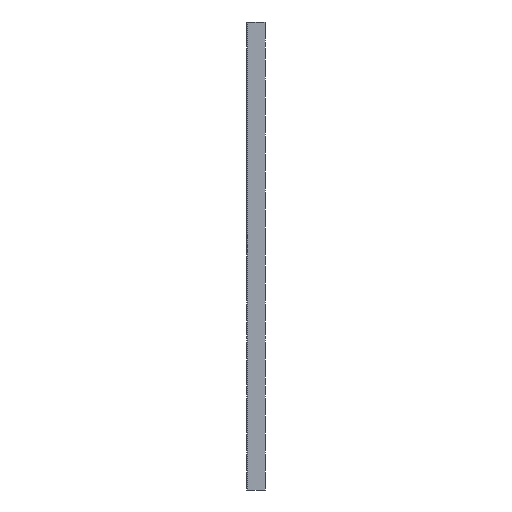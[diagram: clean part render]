
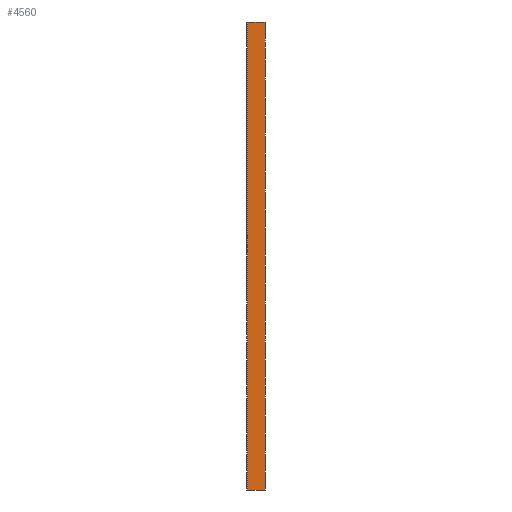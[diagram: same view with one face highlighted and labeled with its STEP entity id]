
A CAD part, left-side view. The second image highlights one B-rep face of the part: STEP entity #4560.
In plain terms, the highlighted planar face has unit normal (-1, 0, 0).
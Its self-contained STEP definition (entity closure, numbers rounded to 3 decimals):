
#415=FACE_OUTER_BOUND('',#633,.T.);
#633=EDGE_LOOP('',(#2932,#2933,#2934,#2935,#2936,#2937,#2938,#2939));
#950=LINE('',#6508,#1398);
#956=LINE('',#6520,#1404);
#957=LINE('',#6522,#1405);
#958=LINE('',#6524,#1406);
#959=LINE('',#6526,#1407);
#960=LINE('',#6528,#1408);
#961=LINE('',#6530,#1409);
#962=LINE('',#6531,#1410);
#1398=VECTOR('',#5222,10.);
#1404=VECTOR('',#5230,10.);
#1405=VECTOR('',#5231,10.);
#1406=VECTOR('',#5232,10.);
#1407=VECTOR('',#5233,10.);
#1408=VECTOR('',#5234,10.);
#1409=VECTOR('',#5235,10.);
#1410=VECTOR('',#5236,2.65);
#1846=VERTEX_POINT('',#6506);
#1847=VERTEX_POINT('',#6507);
#1852=VERTEX_POINT('',#6519);
#1853=VERTEX_POINT('',#6521);
#1854=VERTEX_POINT('',#6523);
#1855=VERTEX_POINT('',#6525);
#1856=VERTEX_POINT('',#6527);
#1857=VERTEX_POINT('',#6529);
#2278=EDGE_CURVE('',#1846,#1847,#950,.T.);
#2284=EDGE_CURVE('',#1847,#1852,#956,.T.);
#2285=EDGE_CURVE('',#1853,#1852,#957,.T.);
#2286=EDGE_CURVE('',#1854,#1853,#958,.T.);
#2287=EDGE_CURVE('',#1855,#1854,#959,.T.);
#2288=EDGE_CURVE('',#1856,#1855,#960,.T.);
#2289=EDGE_CURVE('',#1857,#1856,#961,.T.);
#2290=EDGE_CURVE('',#1846,#1857,#962,.T.);
#2932=ORIENTED_EDGE('',*,*,#2278,.T.);
#2933=ORIENTED_EDGE('',*,*,#2284,.T.);
#2934=ORIENTED_EDGE('',*,*,#2285,.F.);
#2935=ORIENTED_EDGE('',*,*,#2286,.F.);
#2936=ORIENTED_EDGE('',*,*,#2287,.F.);
#2937=ORIENTED_EDGE('',*,*,#2288,.F.);
#2938=ORIENTED_EDGE('',*,*,#2289,.F.);
#2939=ORIENTED_EDGE('',*,*,#2290,.F.);
#4223=PLANE('',#4801);
#4560=ADVANCED_FACE('',(#415),#4223,.F.);
#4801=AXIS2_PLACEMENT_3D('',#6518,#5228,#5229);
#5222=DIRECTION('',(0.,1.,0.));
#5228=DIRECTION('center_axis',(1.,0.,0.));
#5229=DIRECTION('ref_axis',(0.,0.,
1.));
#5230=DIRECTION('',(0.,0.,-1.));
#5231=DIRECTION('',(0.,1.,0.));
#5232=DIRECTION('',(0.,1.,0.));
#5233=DIRECTION('',(0.,1.,0.));
#5234=DIRECTION('',(0.,0.,-1.));
#5235=DIRECTION('',(0.,-1.,0.));
#5236=DIRECTION('',(0.,-1.,0.));
#6506=CARTESIAN_POINT('',(-60.,36.,0.));
#6507=CARTESIAN_POINT('',(-60.,38.,0.));
#6508=CARTESIAN_POINT('',(-60.,11.959,0.));
#6518=CARTESIAN_POINT('Origin',(-60.,19.919,-500.));
#6519=CARTESIAN_POINT('',(-60.,38.,-1000.));
#6520=CARTESIAN_POINT('',(-60.,38.,-500.));
#6521=CARTESIAN_POINT('',(-60.,36.,-1000.));
#6522=CARTESIAN_POINT('',(-60.,11.959,-1000.));
#6523=CARTESIAN_POINT('',(-60.,4.,-1000.));
#6524=CARTESIAN_POINT('',(-60.,4.,-1000.));
#6525=CARTESIAN_POINT('',(-60.,0.,-1000.));
#6526=CARTESIAN_POINT('',(-60.,11.959,-1000.));
#6527=CARTESIAN_POINT('',(-60.,0.,0.));
#6528=CARTESIAN_POINT('',(-60.,0.,-500.));
#6529=CARTESIAN_POINT('',(-60.,4.,0.));
#6530=CARTESIAN_POINT('',(-60.,11.959,0.));
#6531=CARTESIAN_POINT('',(-60.,-4.325,0.));
